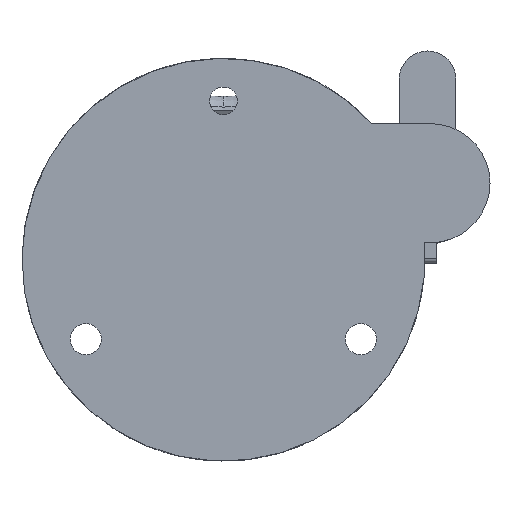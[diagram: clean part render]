
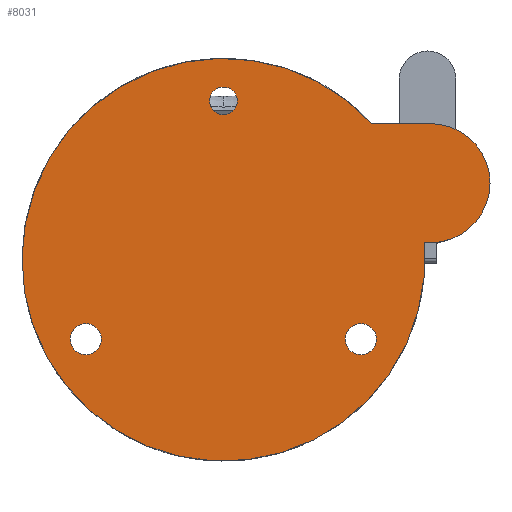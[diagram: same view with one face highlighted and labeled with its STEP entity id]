
A CAD part, front view. The second image highlights one B-rep face of the part: STEP entity #8031.
In plain terms, the highlighted planar face has unit normal (0, -1, 0).
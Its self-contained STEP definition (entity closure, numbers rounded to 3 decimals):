
#1420=CARTESIAN_POINT('',(-24.249,0.,-14.));
#1421=DIRECTION('',(0.,-1.,0.));
#1422=DIRECTION('',(-1.,0.,0.));
#1423=AXIS2_PLACEMENT_3D('',#1420,#1421,#1422);
#1425=CARTESIAN_POINT('',(-24.249,0.,-14.));
#1426=DIRECTION('',(0.,-1.,0.));
#1427=DIRECTION('',(1.,0.,0.));
#1428=AXIS2_PLACEMENT_3D('',#1425,#1426,#1427);
#1430=CARTESIAN_POINT('',(24.249,0.,-14.));
#1431=DIRECTION('',(0.,-1.,0.));
#1432=DIRECTION('',(-1.,0.,0.));
#1433=AXIS2_PLACEMENT_3D('',#1430,#1431,#1432);
#1435=CARTESIAN_POINT('',(24.249,0.,-14.));
#1436=DIRECTION('',(0.,-1.,0.));
#1437=DIRECTION('',(1.,0.,0.));
#1438=AXIS2_PLACEMENT_3D('',#1435,#1436,#1437);
#1440=CARTESIAN_POINT('',(0.,0.,28.));
#1441=DIRECTION('',(0.,-1.,0.));
#1442=DIRECTION('',(-1.,0.,0.));
#1443=AXIS2_PLACEMENT_3D('',#1440,#1441,#1442);
#1445=CARTESIAN_POINT('',(0.,0.,28.));
#1446=DIRECTION('',(0.,-1.,0.));
#1447=DIRECTION('',(1.,0.,0.));
#1448=AXIS2_PLACEMENT_3D('',#1445,#1446,#1447);
#1450=DIRECTION('',(1.,0.,0.));
#1451=VECTOR('',#1450,10.341);
#1452=CARTESIAN_POINT('',(26.158,0.,24.));
#1453=LINE('',#1452,#1451);
#1454=CARTESIAN_POINT('',(36.5,0.,13.5));
#1455=DIRECTION('',(0.,1.,0.));
#1456=DIRECTION('',(0.,0.,1.));
#1457=AXIS2_PLACEMENT_3D('',#1454,#1455,#1456);
#1459=DIRECTION('',(-1.,0.,0.));
#1460=VECTOR('',#1459,1.127);
#1461=CARTESIAN_POINT('',(36.5,0.,3.));
#1462=LINE('',#1461,#1460);
#1790=CARTESIAN_POINT('',(0.,0.,0.));
#1791=DIRECTION('',(0.,-1.,0.));
#1792=DIRECTION('',(0.737,0.,0.676));
#1793=AXIS2_PLACEMENT_3D('',#1790,#1791,#1792);
#5833=CARTESIAN_POINT('',(21.499,0.,-14.));
#5834=CARTESIAN_POINT('',(26.999,0.,-14.));
#5835=VERTEX_POINT('',#5833);
#5836=VERTEX_POINT('',#5834);
#5837=CARTESIAN_POINT('',(-26.999,0.,-14.));
#5838=CARTESIAN_POINT('',(-21.499,0.,-14.));
#5839=VERTEX_POINT('',#5837);
#5840=VERTEX_POINT('',#5838);
#5841=CARTESIAN_POINT('',(-2.45,0.,28.));
#5842=CARTESIAN_POINT('',(2.45,0.,28.));
#5843=VERTEX_POINT('',#5841);
#5844=VERTEX_POINT('',#5842);
#5915=CARTESIAN_POINT('',(36.5,0.,24.));
#5916=CARTESIAN_POINT('',(36.5,0.,3.));
#5917=VERTEX_POINT('',#5915);
#5918=VERTEX_POINT('',#5916);
#5923=CARTESIAN_POINT('',(35.373,0.,3.));
#5924=VERTEX_POINT('',#5923);
#5925=CARTESIAN_POINT('',(26.158,0.,24.));
#5926=VERTEX_POINT('',#5925);
#8000=CARTESIAN_POINT('',(0.,0.,0.));
#8001=DIRECTION('',(0.,-1.,0.));
#8002=DIRECTION('',(-1.,0.,0.));
#8003=AXIS2_PLACEMENT_3D('',#8000,#8001,#8002);
#8004=PLANE('',#8003);
#8006=ORIENTED_EDGE('',*,*,#8005,.F.);
#8008=ORIENTED_EDGE('',*,*,#8007,.T.);
#8009=ORIENTED_EDGE('',*,*,#7235,.T.);
#8010=ORIENTED_EDGE('',*,*,#7124,.T.);
#8011=EDGE_LOOP('',(#8006,#8008,#8009,#8010));
#8012=FACE_OUTER_BOUND('',#8011,.F.);
#8014=ORIENTED_EDGE('',*,*,#8013,.T.);
#8016=ORIENTED_EDGE('',*,*,#8015,.T.);
#8017=EDGE_LOOP('',(#8014,#8016));
#8018=FACE_BOUND('',#8017,.F.);
#8020=ORIENTED_EDGE('',*,*,#8019,.T.);
#8022=ORIENTED_EDGE('',*,*,#8021,.T.);
#8023=EDGE_LOOP('',(#8020,#8022));
#8024=FACE_BOUND('',#8023,.F.);
#8026=ORIENTED_EDGE('',*,*,#8025,.T.);
#8028=ORIENTED_EDGE('',*,*,#8027,.T.);
#8029=EDGE_LOOP('',(#8026,#8028));
#8030=FACE_BOUND('',#8029,.F.);
#8031=ADVANCED_FACE('',(#8012,#8018,#8024,#8030),#8004,.T.);
#1424=CIRCLE('',#1423,2.75);
#1429=CIRCLE('',#1428,2.75);
#1434=CIRCLE('',#1433,2.75);
#1439=CIRCLE('',#1438,2.75);
#1444=CIRCLE('',#1443,2.45);
#1449=CIRCLE('',#1448,2.45);
#1458=CIRCLE('',#1457,10.5);
#1794=CIRCLE('',#1793,35.5);
#7124=EDGE_CURVE('',#5918,#5924,#1462,.T.);
#7235=EDGE_CURVE('',#5917,#5918,#1458,.T.);
#8005=EDGE_CURVE('',#5926,#5924,#1794,.T.);
#8007=EDGE_CURVE('',#5926,#5917,#1453,.T.);
#8013=EDGE_CURVE('',#5835,#5836,#1434,.T.);
#8015=EDGE_CURVE('',#5836,#5835,#1439,.T.);
#8019=EDGE_CURVE('',#5843,#5844,#1444,.T.);
#8021=EDGE_CURVE('',#5844,#5843,#1449,.T.);
#8025=EDGE_CURVE('',#5839,#5840,#1424,.T.);
#8027=EDGE_CURVE('',#5840,#5839,#1429,.T.);
